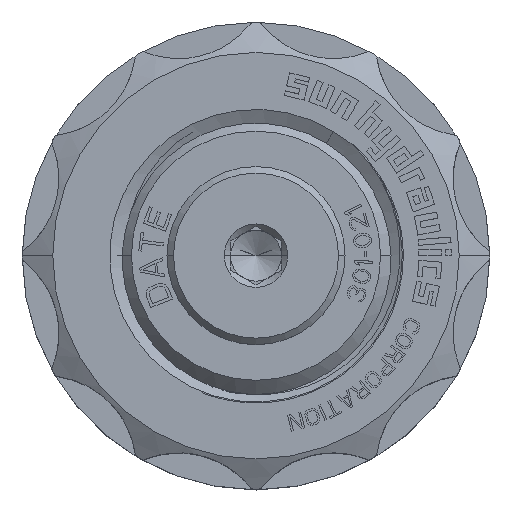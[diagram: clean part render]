
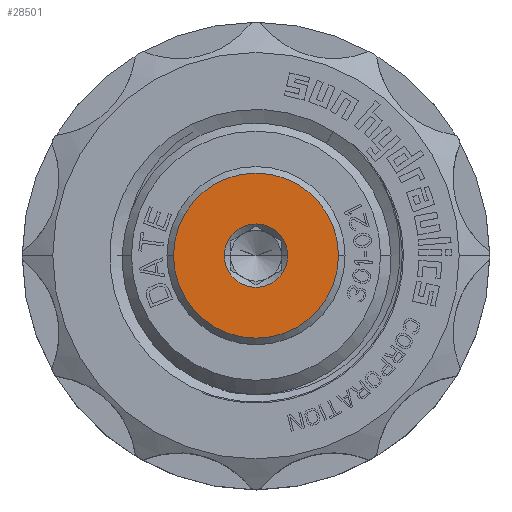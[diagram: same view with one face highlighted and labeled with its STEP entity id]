
A CAD part, top view. The second image highlights one B-rep face of the part: STEP entity #28501.
In plain terms, the highlighted planar face has unit normal (0, 0, 1).
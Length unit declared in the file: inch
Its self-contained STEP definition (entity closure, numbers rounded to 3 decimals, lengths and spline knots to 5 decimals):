
#13650=CARTESIAN_POINT('',(0.,0.,6.555));
#13651=DIRECTION('',(0.,0.,-1.));
#13652=DIRECTION('',(1.,0.,0.));
#13653=AXIS2_PLACEMENT_3D('',#13650,#13651,#13652);
#13660=CARTESIAN_POINT('',(0.,0.,6.555));
#13661=DIRECTION('',(0.,0.,1.));
#13662=DIRECTION('',(-1.,0.,0.));
#13663=AXIS2_PLACEMENT_3D('',#13660,#13661,#13662);
#13665=CARTESIAN_POINT('',(0.,0.,6.555));
#13666=DIRECTION('',(0.,0.,1.));
#13667=DIRECTION('',(1.,0.,0.));
#13668=AXIS2_PLACEMENT_3D('',#13665,#13666,#13667);
#13670=CARTESIAN_POINT('',(0.,0.,6.555));
#13671=DIRECTION('',(0.,0.,-1.));
#13672=DIRECTION('',(-1.,0.,0.));
#13673=AXIS2_PLACEMENT_3D('',#13670,#13671,#13672);
#21630=CARTESIAN_POINT('',(0.203,0.,6.555));
#21631=CARTESIAN_POINT('',(-0.203,0.,6.555));
#21632=VERTEX_POINT('',#21630);
#21633=VERTEX_POINT('',#21631);
#21642=CARTESIAN_POINT('',(-0.078,0.,6.555));
#21643=CARTESIAN_POINT('',(0.078,0.,6.555));
#21644=VERTEX_POINT('',#21642);
#21645=VERTEX_POINT('',#21643);
#28485=CARTESIAN_POINT('',(0.,0.,6.555));
#28486=DIRECTION('',(0.,0.,-1.));
#28487=DIRECTION('',(1.,0.,0.));
#28488=AXIS2_PLACEMENT_3D('',#28485,#28486,#28487);
#28489=PLANE('',#28488);
#28490=ORIENTED_EDGE('',*,*,#28475,.T.);
#28492=ORIENTED_EDGE('',*,*,#28491,.T.);
#28493=EDGE_LOOP('',(#28490,#28492));
#28494=FACE_OUTER_BOUND('',#28493,.F.);
#28496=ORIENTED_EDGE('',*,*,#28495,.T.);
#28498=ORIENTED_EDGE('',*,*,#28497,.T.);
#28499=EDGE_LOOP('',(#28496,#28498));
#28500=FACE_BOUND('',#28499,.F.);
#28501=ADVANCED_FACE('',(#28494,#28500),#28489,.F.);
#13654=CIRCLE('',#13653,0.203);
#13664=CIRCLE('',#13663,0.078);
#13669=CIRCLE('',#13668,0.078);
#13674=CIRCLE('',#13673,0.203);
#28475=EDGE_CURVE('',#21632,#21633,#13654,.T.);
#28491=EDGE_CURVE('',#21633,#21632,#13674,.T.);
#28495=EDGE_CURVE('',#21644,#21645,#13664,.T.);
#28497=EDGE_CURVE('',#21645,#21644,#13669,.T.);
